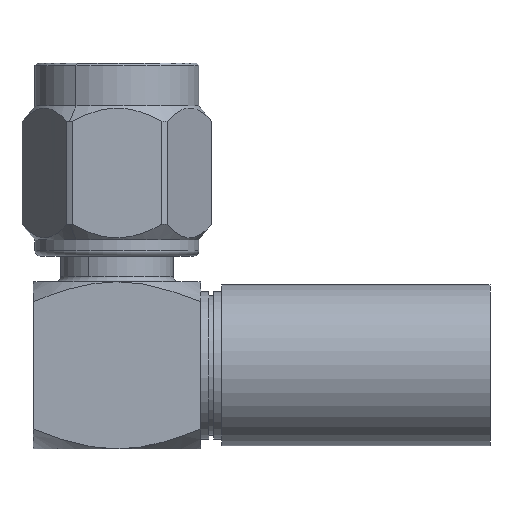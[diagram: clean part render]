
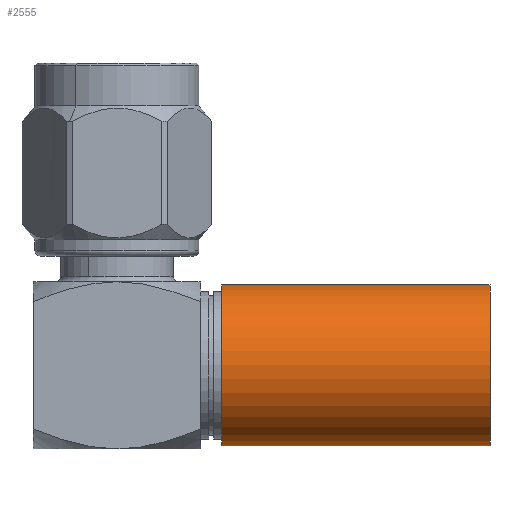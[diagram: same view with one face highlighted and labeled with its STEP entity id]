
A CAD part, front view. The second image highlights one B-rep face of the part: STEP entity #2555.
In plain terms, the highlighted cylindrical face has radius 3.81 mm (diameter 7.62 mm), a partial arc.
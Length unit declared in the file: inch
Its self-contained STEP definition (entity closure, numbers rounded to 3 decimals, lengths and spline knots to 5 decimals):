
#3 = CARTESIAN_POINT ( 'NONE',  ( 0.196, 0., 0. ) ) ;
#59 = VECTOR ( 'NONE', #3604, 39.37008 ) ;
#77 = CIRCLE ( 'NONE', #2484, 0.15 ) ;
#539 = CARTESIAN_POINT ( 'NONE',  ( 0.696, 0., 0.15 ) ) ;
#749 = EDGE_CURVE ( 'NONE', #2843, #4506, #2685, .T. ) ;
#761 = DIRECTION ( 'NONE',  ( -1., 0., 0. ) ) ;
#1152 = DIRECTION ( 'NONE',  ( 0., 0., 1. ) ) ;
#1184 = VECTOR ( 'NONE', #2425, 39.37008 ) ;
#1253 = ORIENTED_EDGE ( 'NONE', *, *, #3232, .F. ) ;
#1651 = CARTESIAN_POINT ( 'NONE',  ( 0.696, 0., -0.15 ) ) ;
#1724 = LINE ( 'NONE', #4708, #59 ) ;
#1730 = CIRCLE ( 'NONE', #4887, 0.15 ) ;
#1934 = CARTESIAN_POINT ( 'NONE',  ( 0.696, 0., 0. ) ) ;
#2153 = EDGE_CURVE ( 'NONE', #3963, #4506, #77, .T. ) ;
#2425 = DIRECTION ( 'NONE',  ( -1., 0., 0. ) ) ;
#2484 = AXIS2_PLACEMENT_3D ( 'NONE', #3, #3943, #4336 ) ;
#2555 = ADVANCED_FACE ( 'NONE', ( #2733 ), #2874, .T. ) ;
#2685 = LINE ( 'NONE', #1651, #1184 ) ;
#2733 = FACE_OUTER_BOUND ( 'NONE', #3052, .T. ) ;
#2843 = VERTEX_POINT ( 'NONE', #3864 ) ;
#2874 = CYLINDRICAL_SURFACE ( 'NONE', #2940, 0.15 ) ;
#2940 = AXIS2_PLACEMENT_3D ( 'NONE', #1934, #761, #1152 ) ;
#3052 = EDGE_LOOP ( 'NONE', ( #3387, #1253, #3950, #4098 ) ) ;
#3232 = EDGE_CURVE ( 'NONE', #4168, #2843, #1730, .T. ) ;
#3387 = ORIENTED_EDGE ( 'NONE', *, *, #749, .F. ) ;
#3604 = DIRECTION ( 'NONE',  ( -1., 0., 0. ) ) ;
#3864 = CARTESIAN_POINT ( 'NONE',  ( 0.696, 0., -0.15 ) ) ;
#3943 = DIRECTION ( 'NONE',  ( 1., 0., 0. ) ) ;
#3950 = ORIENTED_EDGE ( 'NONE', *, *, #4142, .T. ) ;
#3963 = VERTEX_POINT ( 'NONE', #4194 ) ;
#3998 = DIRECTION ( 'NONE',  ( 1., 0., 0. ) ) ;
#4049 = CARTESIAN_POINT ( 'NONE',  ( 0.196, 0., -0.15 ) ) ;
#4098 = ORIENTED_EDGE ( 'NONE', *, *, #2153, .T. ) ;
#4142 = EDGE_CURVE ( 'NONE', #4168, #3963, #1724, .T. ) ;
#4168 = VERTEX_POINT ( 'NONE', #539 ) ;
#4194 = CARTESIAN_POINT ( 'NONE',  ( 0.196, 0., 0.15 ) ) ;
#4336 = DIRECTION ( 'NONE',  ( 0., 0., -1. ) ) ;
#4409 = CARTESIAN_POINT ( 'NONE',  ( 0.696, 0., 0. ) ) ;
#4506 = VERTEX_POINT ( 'NONE', #4049 ) ;
#4708 = CARTESIAN_POINT ( 'NONE',  ( 0.696, 0., 0.15 ) ) ;
#4887 = AXIS2_PLACEMENT_3D ( 'NONE', #4409, #3998, #5147 ) ;
#5147 = DIRECTION ( 'NONE',  ( 0., 0., -1. ) ) ;
